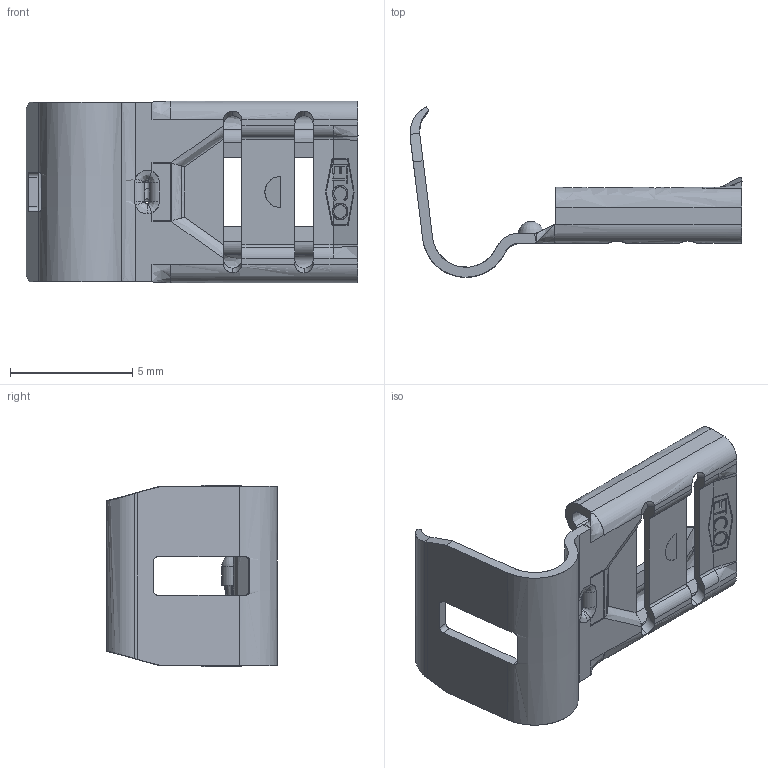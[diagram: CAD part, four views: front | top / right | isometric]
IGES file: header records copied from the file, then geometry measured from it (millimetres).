
Start section: SolidWorks IGES file using analytic representation for surfaces
Global section: file name: 07832.IGS; native system: SolidWorks 2014; preprocessor: SolidWorks 2014; author: sjohnson; date: 150126.145154; units: inch
Bounding box: 13.59 x 6.98 x 7.44 mm (x, y, z)
Surface area: 408.5 mm2 (no closed solid volume)
Topology: 0 solids, 0 shells, 309 faces, 2606 edges, 2591 vertices
Faces by surface type: bspline 208, revolution 101
